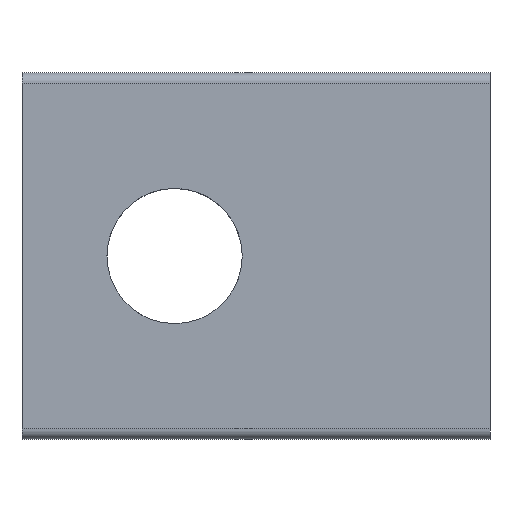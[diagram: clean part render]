
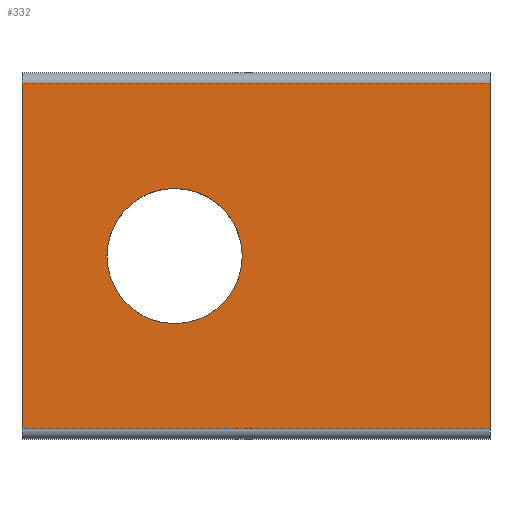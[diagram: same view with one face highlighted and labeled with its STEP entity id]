
A CAD part, top view. The second image highlights one B-rep face of the part: STEP entity #332.
In plain terms, the highlighted planar face has unit normal (0, 0, 1).
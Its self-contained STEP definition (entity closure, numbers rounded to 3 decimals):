
#15=FACE_BOUND('',#49,.T.);
#20=PLANE('',#381);
#32=FACE_OUTER_BOUND('',#48,.T.);
#48=EDGE_LOOP('',(#252,#253,#254,#255));
#49=EDGE_LOOP('',(#256));
#76=LINE('',#605,#99);
#77=LINE('',#607,#100);
#78=LINE('',#609,#101);
#79=LINE('',#610,#102);
#99=VECTOR('',#457,1000.);
#100=VECTOR('',#458,1000.);
#101=VECTOR('',#459,1000.);
#102=VECTOR('',#460,1000.);
#107=CIRCLE('',#361,3.324);
#127=VERTEX_POINT('',#495);
#150=VERTEX_POINT('',#603);
#151=VERTEX_POINT('',#604);
#152=VERTEX_POINT('',#606);
#153=VERTEX_POINT('',#608);
#159=EDGE_CURVE('',#127,#127,#107,.T.);
#191=EDGE_CURVE('',#150,#151,#76,.T.);
#192=EDGE_CURVE('',#152,#151,#77,.T.);
#193=EDGE_CURVE('',#153,#152,#78,.T.);
#194=EDGE_CURVE('',#153,#150,#79,.T.);
#252=ORIENTED_EDGE('',*,*,#191,.T.);
#253=ORIENTED_EDGE('',*,*,#192,.F.);
#254=ORIENTED_EDGE('',*,*,#193,.F.);
#255=ORIENTED_EDGE('',*,*,#194,.T.);
#256=ORIENTED_EDGE('',*,*,#159,.F.);
#332=ADVANCED_FACE('',(#32,#15),#20,.F.);
#361=AXIS2_PLACEMENT_3D('',#496,#400,#401);
#381=AXIS2_PLACEMENT_3D('',#602,#455,#456);
#400=DIRECTION('center_axis',(0.,0.,1.));
#401=DIRECTION('ref_axis',(1.,0.,0.));
#455=DIRECTION('center_axis',(0.,0.,-1.));
#456=DIRECTION('ref_axis',(-1.,0.,0.));
#457=DIRECTION('',(0.,-1.,0.));
#458=DIRECTION('',(-1.,0.,0.));
#459=DIRECTION('',(0.,-1.,0.));
#460=DIRECTION('',(-1.,0.,0.));
#495=CARTESIAN_POINT('',(-3.324,0.,0.));
#496=CARTESIAN_POINT('Origin',(0.,0.,0.));
#602=CARTESIAN_POINT('Origin',(15.5,8.5,0.));
#603=CARTESIAN_POINT('',(-7.5,8.5,0.));
#604=CARTESIAN_POINT('',(-7.5,-8.5,0.));
#605=CARTESIAN_POINT('',(-7.5,8.5,0.));
#606=CARTESIAN_POINT('',(15.5,-8.5,0.));
#607=CARTESIAN_POINT('',(15.5,-8.5,0.));
#608=CARTESIAN_POINT('',(15.5,8.5,0.));
#609=CARTESIAN_POINT('',(15.5,8.5,0.));
#610=CARTESIAN_POINT('',(15.5,8.5,0.));
